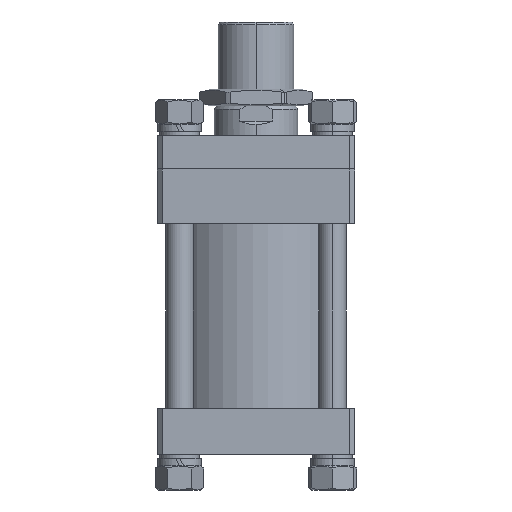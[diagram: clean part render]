
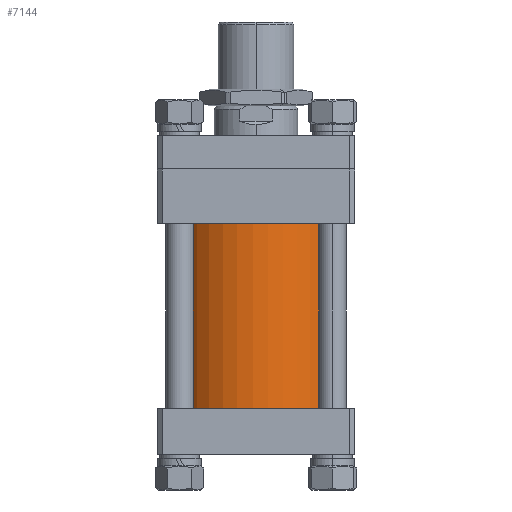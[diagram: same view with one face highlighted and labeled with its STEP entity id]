
A CAD part, front view. The second image highlights one B-rep face of the part: STEP entity #7144.
In plain terms, the highlighted cylindrical face has radius 105 mm (diameter 210 mm), a partial arc.
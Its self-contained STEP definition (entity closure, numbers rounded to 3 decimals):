
#142 = VERTEX_POINT ( 'NONE', #6812 ) ;
#144 = VERTEX_POINT ( 'NONE', #6797 ) ;
#189 = VERTEX_POINT ( 'NONE', #6917 ) ;
#300 = VERTEX_POINT ( 'NONE', #2811 ) ;
#607 = CIRCLE ( 'NONE', #6243, 105. ) ;
#609 = CIRCLE ( 'NONE', #6239, 105. ) ;
#610 = VECTOR ( 'NONE', #7998, 1000. ) ;
#612 = LINE ( 'NONE', #7993, #610 ) ;
#613 = VECTOR ( 'NONE', #8007, 1000. ) ;
#623 = LINE ( 'NONE', #7997, #613 ) ;
#701 = ORIENTED_EDGE ( 'NONE', *, *, #1292, .T. ) ;
#702 = ORIENTED_EDGE ( 'NONE', *, *, #1288, .T. ) ;
#703 = ORIENTED_EDGE ( 'NONE', *, *, #1290, .F. ) ;
#704 = ORIENTED_EDGE ( 'NONE', *, *, #1286, .F. ) ;
#1044 = EDGE_LOOP ( 'NONE', ( #704, #703, #702, #701 ) ) ;
#1286 = EDGE_CURVE ( 'NONE', #142, #144, #623, .T. ) ;
#1288 = EDGE_CURVE ( 'NONE', #189, #300, #612, .T. ) ;
#1290 = EDGE_CURVE ( 'NONE', #189, #142, #609, .T. ) ;
#1292 = EDGE_CURVE ( 'NONE', #300, #144, #607, .T. ) ;
#2811 = CARTESIAN_POINT ( 'NONE',  ( -105., 0., -110. ) ) ;
#3980 = DIRECTION ( 'NONE',  ( 0., 0., -1. ) ) ;
#4102 = DIRECTION ( 'NONE',  ( -1., 0., 0. ) ) ;
#4192 = CARTESIAN_POINT ( 'NONE',  ( 0., 0., 110. ) ) ;
#5031 = FACE_OUTER_BOUND ( 'NONE', #1044, .T. ) ;
#5037 = CYLINDRICAL_SURFACE ( 'NONE', #6696, 105. ) ;
#6239 = AXIS2_PLACEMENT_3D ( 'NONE', #7979, #7978, #7977 ) ;
#6243 = AXIS2_PLACEMENT_3D ( 'NONE', #7970, #7969, #7968 ) ;
#6696 = AXIS2_PLACEMENT_3D ( 'NONE', #4192, #3980, #4102 ) ;
#6797 = CARTESIAN_POINT ( 'NONE',  ( 105., 0., -110. ) ) ;
#6812 = CARTESIAN_POINT ( 'NONE',  ( 105., 0., 110. ) ) ;
#6917 = CARTESIAN_POINT ( 'NONE',  ( -105., 0., 110. ) ) ;
#7144 = ADVANCED_FACE ( 'NONE', ( #5031 ), #5037, .T. ) ;
#7968 = DIRECTION ( 'NONE',  ( 1., 0., 0. ) ) ;
#7969 = DIRECTION ( 'NONE',  ( 0., 0., 1. ) ) ;
#7970 = CARTESIAN_POINT ( 'NONE',  ( 0., 0., -110. ) ) ;
#7977 = DIRECTION ( 'NONE',  ( 1., 0., 0. ) ) ;
#7978 = DIRECTION ( 'NONE',  ( 0., 0., 1. ) ) ;
#7979 = CARTESIAN_POINT ( 'NONE',  ( 0., 0., 110. ) ) ;
#7993 = CARTESIAN_POINT ( 'NONE',  ( -105., 0., 110. ) ) ;
#7997 = CARTESIAN_POINT ( 'NONE',  ( 105., 0., 110. ) ) ;
#7998 = DIRECTION ( 'NONE',  ( 0., 0., -1. ) ) ;
#8007 = DIRECTION ( 'NONE',  ( 0., 0., -1. ) ) ;
